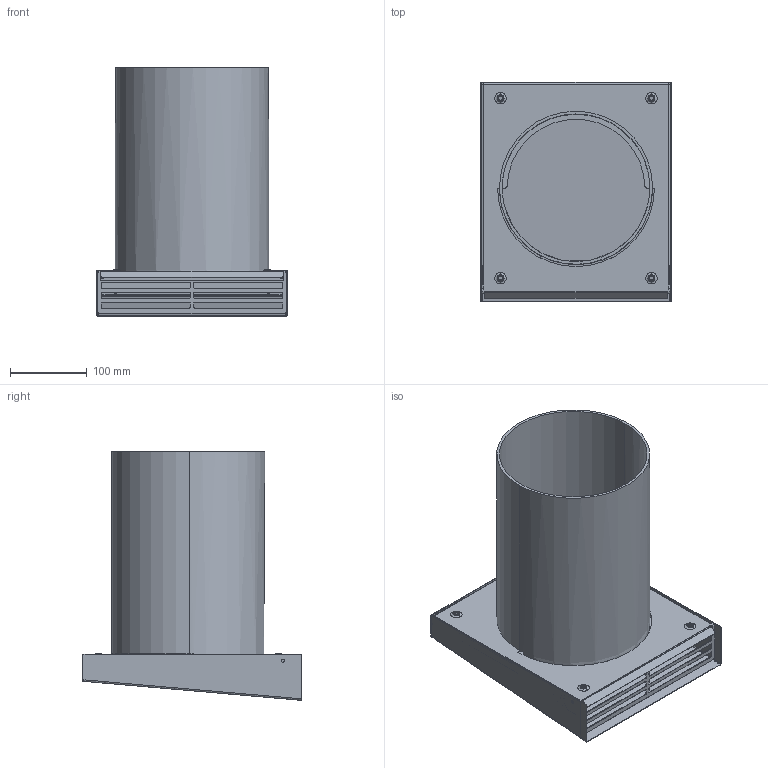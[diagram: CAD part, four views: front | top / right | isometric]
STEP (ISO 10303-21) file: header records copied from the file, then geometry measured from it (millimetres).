
FILE_DESCRIPTION(('FreeCAD Model'),'2;1');
FILE_NAME('PP-60-KA-SR.step', '2016-02-15T10:32:33',('Author'),(''), 'Open CASCADE STEP processor 6.8','FreeCAD','Unknown');
FILE_SCHEMA(('AUTOMOTIVE_DESIGN_CC2 { 1 2 10303 214 -1 1 5 4 }'));
Length unit declared in the file: millimetre
Products named in the file (1): PP_60_KA_SR
Bounding box: 249.4 x 287 x 324.99 mm (x, y, z)
Surface area: 673435.3 mm2 (no closed solid volume)
Topology: 0 solids, 302 shells, 302 faces, 1530 edges, 1530 vertices
Faces by surface type: plane 151, revolution 145, bspline 6
Entity records: 32953 total; most frequent: CARTESIAN_POINT 8988, DIRECTION 3939, LINE 2140, VECTOR 2140, ORIENTED_EDGE 1530, EDGE_CURVE 1530, VERTEX_POINT 1530, SURFACE_CURVE 1530
